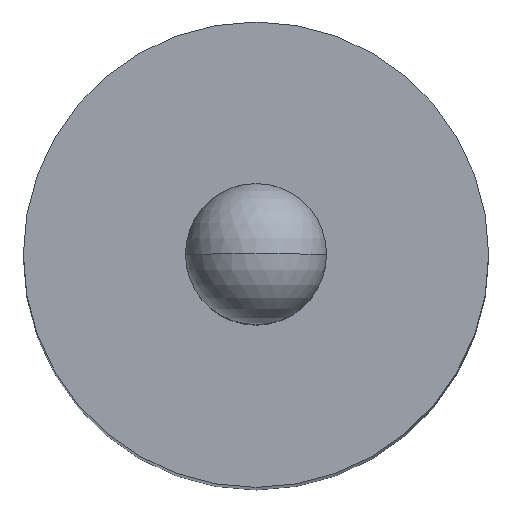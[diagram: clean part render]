
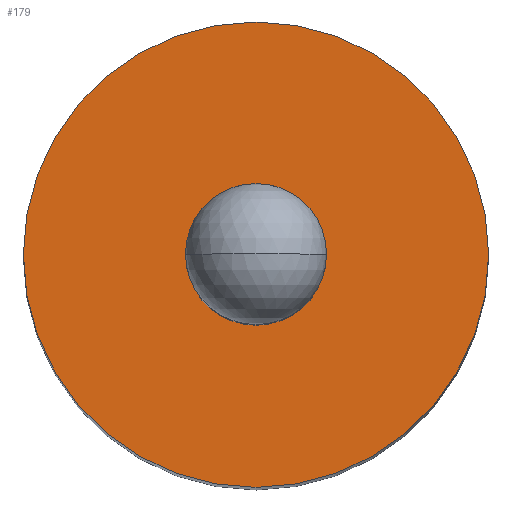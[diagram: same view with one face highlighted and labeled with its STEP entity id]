
A CAD part, top view. The second image highlights one B-rep face of the part: STEP entity #179.
In plain terms, the highlighted planar face has unit normal (0, 0, 1).
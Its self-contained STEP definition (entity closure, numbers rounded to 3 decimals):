
#5 = CIRCLE ( 'NONE', #38, 0.15 ) ;
#7 = DIRECTION ( 'NONE',  ( 0., 0., -1. ) ) ;
#10 = CARTESIAN_POINT ( 'NONE',  ( 0.15, 0., -0.88 ) ) ;
#15 = DIRECTION ( 'NONE',  ( -1., 0., 0. ) ) ;
#28 = CIRCLE ( 'NONE', #305, 0.495 ) ;
#38 = AXIS2_PLACEMENT_3D ( 'NONE', #332, #444, #41 ) ;
#41 = DIRECTION ( 'NONE',  ( -1., 0., 0. ) ) ;
#63 = VERTEX_POINT ( 'NONE', #161 ) ;
#70 = VERTEX_POINT ( 'NONE', #10 ) ;
#78 = EDGE_LOOP ( 'NONE', ( #186, #211 ) ) ;
#83 = EDGE_CURVE ( 'NONE', #70, #110, #379, .T. ) ;
#85 = CARTESIAN_POINT ( 'NONE',  ( 0., 0., -0.88 ) ) ;
#110 = VERTEX_POINT ( 'NONE', #210 ) ;
#119 = DIRECTION ( 'NONE',  ( 0., 0., -1. ) ) ;
#126 = DIRECTION ( 'NONE',  ( 0., 0., -1. ) ) ;
#127 = DIRECTION ( 'NONE',  ( -1., 0., 0. ) ) ;
#133 = DIRECTION ( 'NONE',  ( -1., 0., 0. ) ) ;
#161 = CARTESIAN_POINT ( 'NONE',  ( 0.495, 0., -0.88 ) ) ;
#162 = CARTESIAN_POINT ( 'NONE',  ( 0., 0., -0.88 ) ) ;
#179 = ADVANCED_FACE ( 'NONE', ( #454, #350 ), #231, .F. ) ;
#186 = ORIENTED_EDGE ( 'NONE', *, *, #293, .T. ) ;
#196 = DIRECTION ( 'NONE',  ( -1., 0., 0. ) ) ;
#203 = EDGE_CURVE ( 'NONE', #63, #398, #28, .T. ) ;
#207 = EDGE_LOOP ( 'NONE', ( #470, #283 ) ) ;
#208 = CARTESIAN_POINT ( 'NONE',  ( -0.495, 0., -0.88 ) ) ;
#210 = CARTESIAN_POINT ( 'NONE',  ( -0.15, 0., -0.88 ) ) ;
#211 = ORIENTED_EDGE ( 'NONE', *, *, #83, .T. ) ;
#229 = EDGE_CURVE ( 'NONE', #398, #63, #321, .T. ) ;
#231 = PLANE ( 'NONE',  #468 ) ;
#234 = DIRECTION ( 'NONE',  ( 0., 0., -1. ) ) ;
#263 = AXIS2_PLACEMENT_3D ( 'NONE', #162, #7, #127 ) ;
#283 = ORIENTED_EDGE ( 'NONE', *, *, #203, .F. ) ;
#293 = EDGE_CURVE ( 'NONE', #110, #70, #5, .T. ) ;
#305 = AXIS2_PLACEMENT_3D ( 'NONE', #427, #126, #15 ) ;
#321 = CIRCLE ( 'NONE', #263, 0.495 ) ;
#332 = CARTESIAN_POINT ( 'NONE',  ( 0., 0., -0.88 ) ) ;
#350 = FACE_OUTER_BOUND ( 'NONE', #207, .T. ) ;
#379 = CIRCLE ( 'NONE', #440, 0.15 ) ;
#386 = CARTESIAN_POINT ( 'NONE',  ( 0., 0., -0.88 ) ) ;
#398 = VERTEX_POINT ( 'NONE', #208 ) ;
#427 = CARTESIAN_POINT ( 'NONE',  ( 0., 0., -0.88 ) ) ;
#440 = AXIS2_PLACEMENT_3D ( 'NONE', #85, #234, #133 ) ;
#444 = DIRECTION ( 'NONE',  ( 0., 0., -1. ) ) ;
#454 = FACE_BOUND ( 'NONE', #78, .T. ) ;
#468 = AXIS2_PLACEMENT_3D ( 'NONE', #386, #119, #196 ) ;
#470 = ORIENTED_EDGE ( 'NONE', *, *, #229, .F. ) ;
